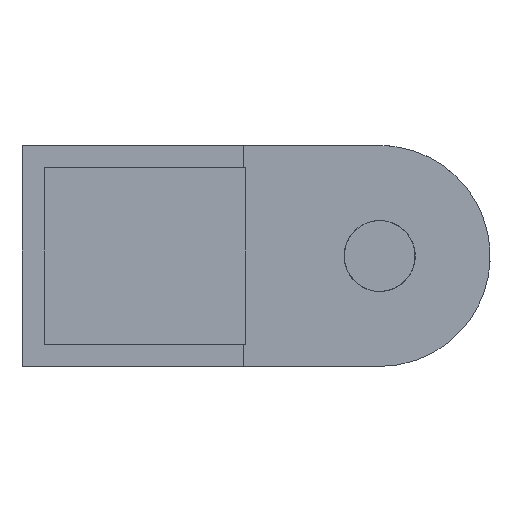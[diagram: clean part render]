
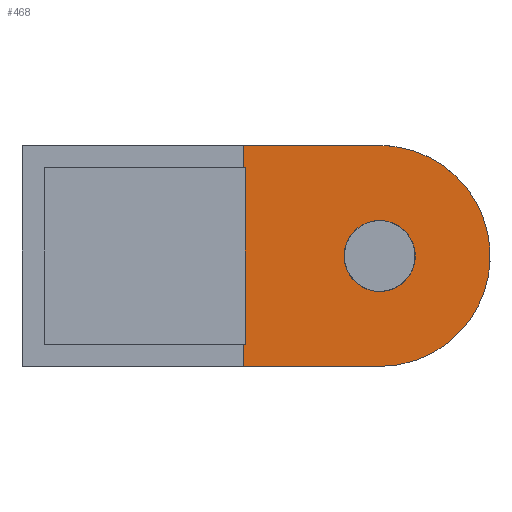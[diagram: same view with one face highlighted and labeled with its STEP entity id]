
A CAD part, front view. The second image highlights one B-rep face of the part: STEP entity #468.
In plain terms, the highlighted planar face has unit normal (0, -1, 0).
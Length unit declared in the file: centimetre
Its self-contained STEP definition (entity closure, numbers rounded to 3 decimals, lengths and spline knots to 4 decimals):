
#166=FACE_BOUND('',#1183,.T.);
#468=ADVANCED_FACE('',(#799,#166),#5746,.T.);
#799=FACE_OUTER_BOUND('',#1182,.T.);
#1182=EDGE_LOOP('',(#2829,#2830,#2831,#2832,#2833,#2834,#2835,#2836));
#1183=EDGE_LOOP('',(#2837,#2838));
#2829=ORIENTED_EDGE('',*,*,#3832,.F.);
#2830=ORIENTED_EDGE('',*,*,#3841,.T.);
#2831=ORIENTED_EDGE('',*,*,#3858,.T.);
#2832=ORIENTED_EDGE('',*,*,#3840,.T.);
#2833=ORIENTED_EDGE('',*,*,#3836,.F.);
#2834=ORIENTED_EDGE('',*,*,#3839,.F.);
#2835=ORIENTED_EDGE('',*,*,#3838,.F.);
#2836=ORIENTED_EDGE('',*,*,#3837,.F.);
#2837=ORIENTED_EDGE('',*,*,#3812,.T.);
#2838=ORIENTED_EDGE('',*,*,#3924,.T.);
#3812=EDGE_CURVE('',#5363,#5436,#4293,.T.);
#3832=EDGE_CURVE('',#5375,#5374,#4766,.T.);
#3836=EDGE_CURVE('',#5378,#5379,#4770,.T.);
#3837=EDGE_CURVE('',#5374,#5381,#4771,.T.);
#3838=EDGE_CURVE('',#5381,#5382,#4772,.T.);
#3839=EDGE_CURVE('',#5382,#5378,#4773,.T.);
#3840=EDGE_CURVE('',#5365,#5379,#4774,.T.);
#3841=EDGE_CURVE('',#5375,#5366,#4775,.T.);
#3858=EDGE_CURVE('',#5366,#5365,#4302,.T.);
#3924=EDGE_CURVE('',#5436,#5363,#4316,.T.);
#4293=(
BOUNDED_CURVE()
B_SPLINE_CURVE(2,(#9940,#9941,#9942,#9943,#9944),.UNSPECIFIED.,.F.,.F.)
B_SPLINE_CURVE_WITH_KNOTS((3,2,3),(-5.058,-3.7935,
-2.529),.UNSPECIFIED.)
CURVE()
GEOMETRIC_REPRESENTATION_ITEM()
RATIONAL_B_SPLINE_CURVE((1.,0.707,1.,0.707,1.))
REPRESENTATION_ITEM('')
);
#4302=(
BOUNDED_CURVE()
B_SPLINE_CURVE(2,(#10045,#10046,#10047,#10048,#10049),.UNSPECIFIED.,.F.,
 .F.)
B_SPLINE_CURVE_WITH_KNOTS((3,2,3),(34.3,38.227,42.154),
 .UNSPECIFIED.)
CURVE()
GEOMETRIC_REPRESENTATION_ITEM()
RATIONAL_B_SPLINE_CURVE((1.,0.707,1.,0.707,
1.))
REPRESENTATION_ITEM('')
);
#4316=(
BOUNDED_CURVE()
B_SPLINE_CURVE(2,(#10206,#10207,#10208,#10209,#10210),.UNSPECIFIED.,.F.,
 .F.)
B_SPLINE_CURVE_WITH_KNOTS((3,2,3),(-2.529,-1.2645,
0.),.UNSPECIFIED.)
CURVE()
GEOMETRIC_REPRESENTATION_ITEM()
RATIONAL_B_SPLINE_CURVE((1.,0.707,1.,0.707,1.))
REPRESENTATION_ITEM('')
);
#4766=B_SPLINE_CURVE_WITH_KNOTS('',1,(#9990,#9991),.UNSPECIFIED.,.F.,.F.,
(2,2),(6.4843,6.9843),.UNSPECIFIED.);
#4770=B_SPLINE_CURVE_WITH_KNOTS('',1,(#9998,#9999),.UNSPECIFIED.,.F.,.F.,
(2,2),(10.9843,11.4843),.UNSPECIFIED.);
#4771=B_SPLINE_CURVE_WITH_KNOTS('',1,(#10000,#10001),.UNSPECIFIED.,.F.,
 .F.,(2,2),(4.5058,4.5575),.UNSPECIFIED.);
#4772=B_SPLINE_CURVE_WITH_KNOTS('',1,(#10002,#10003),.UNSPECIFIED.,.F.,
 .F.,(2,2),(6.9843,10.9843),.UNSPECIFIED.);
#4773=B_SPLINE_CURVE_WITH_KNOTS('',1,(#10004,#10005),.UNSPECIFIED.,.F.,
 .F.,(2,2),(0.,0.0517),.UNSPECIFIED.);
#4774=B_SPLINE_CURVE_WITH_KNOTS('',1,(#10006,#10007),.UNSPECIFIED.,.F.,
 .F.,(2,2),(-4.05,-0.9558),.UNSPECIFIED.);
#4775=B_SPLINE_CURVE_WITH_KNOTS('',1,(#10008,#10009),.UNSPECIFIED.,.F.,
 .F.,(2,2),(0.9558,4.05),.UNSPECIFIED.);
#5363=VERTEX_POINT('',#9840);
#5365=VERTEX_POINT('',#9842);
#5366=VERTEX_POINT('',#9843);
#5374=VERTEX_POINT('',#9851);
#5375=VERTEX_POINT('',#9852);
#5378=VERTEX_POINT('',#9855);
#5379=VERTEX_POINT('',#9856);
#5381=VERTEX_POINT('',#9858);
#5382=VERTEX_POINT('',#9859);
#5436=VERTEX_POINT('',#9913);
#5746=PLANE('',#5980);
#5980=AXIS2_PLACEMENT_3D('',#9712,#6198,$);
#6198=DIRECTION('',(0.,-1.,0.));
#9712=CARTESIAN_POINT('',(-0.1132,-3.2789,-6.6622));
#9840=CARTESIAN_POINT('',(2.3079,-3.2789,2.7636));
#9842=CARTESIAN_POINT('',(2.981,-3.2789,4.8221));
#9843=CARTESIAN_POINT('',(2.981,-3.2789,-0.1779));
#9851=CARTESIAN_POINT('',(-0.1132,-3.2789,0.3221));
#9852=CARTESIAN_POINT('',(-0.1132,-3.2789,-0.1779));
#9855=CARTESIAN_POINT('',(-0.1132,-3.2789,4.3221));
#9856=CARTESIAN_POINT('',(-0.1132,-3.2789,4.8221));
#9858=CARTESIAN_POINT('',(-0.0615,-3.2789,0.3221));
#9859=CARTESIAN_POINT('',(-0.0615,-3.2789,4.3221));
#9913=CARTESIAN_POINT('',(3.6541,-3.2789,1.8806));
#9940=CARTESIAN_POINT('',(2.3079,-3.2789,2.7636));
#9941=CARTESIAN_POINT('',(2.7494,-3.2789,3.4368));
#9942=CARTESIAN_POINT('',(3.4225,-3.2789,2.9953));
#9943=CARTESIAN_POINT('',(4.0956,-3.2789,2.5537));
#9944=CARTESIAN_POINT('',(3.6541,-3.2789,1.8806));
#9990=CARTESIAN_POINT('',(-0.1132,-3.2789,-0.1779));
#9991=CARTESIAN_POINT('',(-0.1132,-3.2789,0.3221));
#9998=CARTESIAN_POINT('',(-0.1132,-3.2789,4.3221));
#9999=CARTESIAN_POINT('',(-0.1132,-3.2789,4.8221));
#10000=CARTESIAN_POINT('',(-0.1132,-3.2789,0.3221));
#10001=CARTESIAN_POINT('',(-0.0615,-3.2789,0.3221));
#10002=CARTESIAN_POINT('',(-0.0615,-3.2789,0.3221));
#10003=CARTESIAN_POINT('',(-0.0615,-3.2789,4.3221));
#10004=CARTESIAN_POINT('',(-0.0615,-3.2789,4.3221));
#10005=CARTESIAN_POINT('',(-0.1132,-3.2789,4.3221));
#10006=CARTESIAN_POINT('',(2.981,-3.2789,4.8221));
#10007=CARTESIAN_POINT('',(-0.1132,-3.2789,4.8221));
#10008=CARTESIAN_POINT('',(-0.1132,-3.2789,-0.1779));
#10009=CARTESIAN_POINT('',(2.981,-3.2789,-0.1779));
#10045=CARTESIAN_POINT('',(2.981,-3.2789,-0.1779));
#10046=CARTESIAN_POINT('',(5.481,-3.2789,-0.1779));
#10047=CARTESIAN_POINT('',(5.481,-3.2789,2.3221));
#10048=CARTESIAN_POINT('',(5.481,-3.2789,4.8221));
#10049=CARTESIAN_POINT('',(2.981,-3.2789,4.8221));
#10206=CARTESIAN_POINT('',(3.6541,-3.2789,1.8806));
#10207=CARTESIAN_POINT('',(3.2126,-3.2789,1.2075));
#10208=CARTESIAN_POINT('',(2.5395,-3.2789,1.649));
#10209=CARTESIAN_POINT('',(1.8664,-3.2789,2.0905));
#10210=CARTESIAN_POINT('',(2.3079,-3.2789,2.7636));
